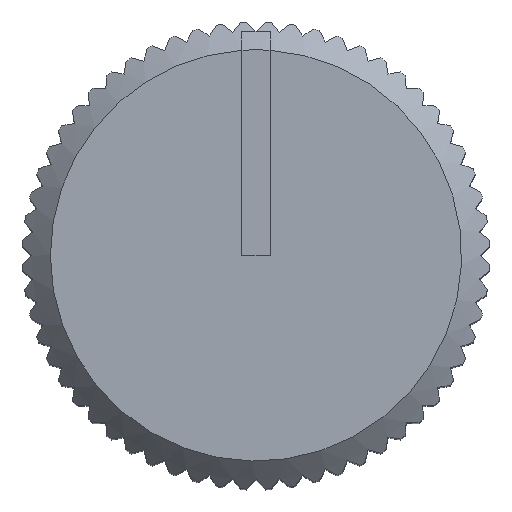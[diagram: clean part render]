
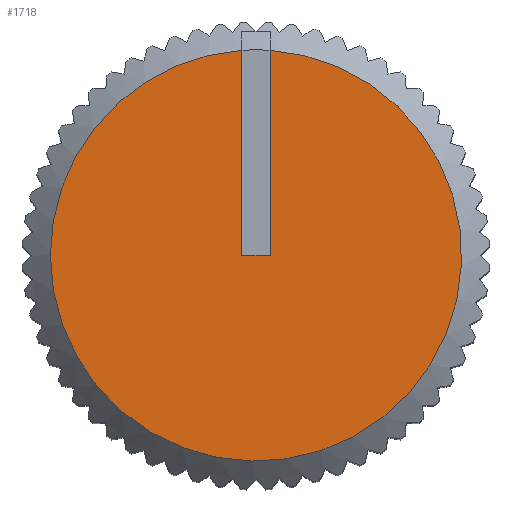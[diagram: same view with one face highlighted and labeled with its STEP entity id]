
A CAD part, top view. The second image highlights one B-rep face of the part: STEP entity #1718.
In plain terms, the highlighted planar face has unit normal (0, 0, 1).
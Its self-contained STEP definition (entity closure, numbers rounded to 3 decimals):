
#1638=CARTESIAN_POINT('',(-0.3,4.39,12.5));
#1639=VERTEX_POINT('',#1638);
#1640=CARTESIAN_POINT('',(0.3,4.39,12.5));
#1641=VERTEX_POINT('',#1640);
#1642=CARTESIAN_POINT('',(0.0,0.0,12.5));
#1643=DIRECTION('',(0.0,0.0,1.0));
#1644=DIRECTION('',(1.0,0.0,-0.0));
#1645=AXIS2_PLACEMENT_3D('',#1642,#1643,#1644);
#1646=CIRCLE('',#1645,4.4);
#1647=EDGE_CURVE('n� 16436',#1639,#1641,#1646,.T.);
#1688=CARTESIAN_POINT('',(0.3,-0.0,12.5));
#1689=VERTEX_POINT('',#1688);
#1690=CARTESIAN_POINT('',(-0.3,0.0,12.5));
#1691=VERTEX_POINT('',#1690);
#1692=CARTESIAN_POINT('',(0.0,0.0,12.5));
#1693=DIRECTION('',(-1.0,0.0,0.0));
#1694=VECTOR('',#1693,1.0);
#1695=LINE('',#1692,#1694);
#1696=EDGE_CURVE('n� 16443',#1689,#1691,#1695,.T.);
#1697=ORIENTED_EDGE('',*,*,#1696,.T.);
#1698=CARTESIAN_POINT('',(-0.3,-0.0,12.5));
#1699=DIRECTION('',(-0.0,1.0,0.0));
#1700=VECTOR('',#1699,1.0);
#1701=LINE('',#1698,#1700);
#1702=EDGE_CURVE('n� 16446',#1691,#1639,#1701,.T.);
#1703=ORIENTED_EDGE('',*,*,#1702,.T.);
#1704=ORIENTED_EDGE('',*,*,#1647,.T.);
#1705=CARTESIAN_POINT('',(0.3,-0.0,12.5));
#1706=DIRECTION('',(-0.0,-1.0,0.0));
#1707=VECTOR('',#1706,1.0);
#1708=LINE('',#1705,#1707);
#1709=EDGE_CURVE('n� 16439',#1641,#1689,#1708,.T.);
#1710=ORIENTED_EDGE('',*,*,#1709,.T.);
#1711=EDGE_LOOP('',(#1697,#1703,#1704,#1710));
#1712=FACE_OUTER_BOUND('',#1711,.T.);
#1713=CARTESIAN_POINT('',(0.0,0.0,12.5));
#1714=DIRECTION('',(0.0,0.0,1.0));
#1715=DIRECTION('',(1.0,0.0,-0.0));
#1716=AXIS2_PLACEMENT_3D('',#1713,#1714,#1715);
#1717=PLANE('',#1716);
#1718=ADVANCED_FACE('n� 16449',(#1712),#1717,.T.);
